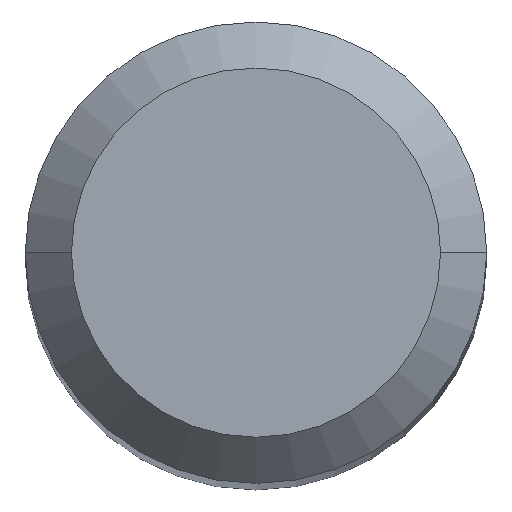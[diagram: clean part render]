
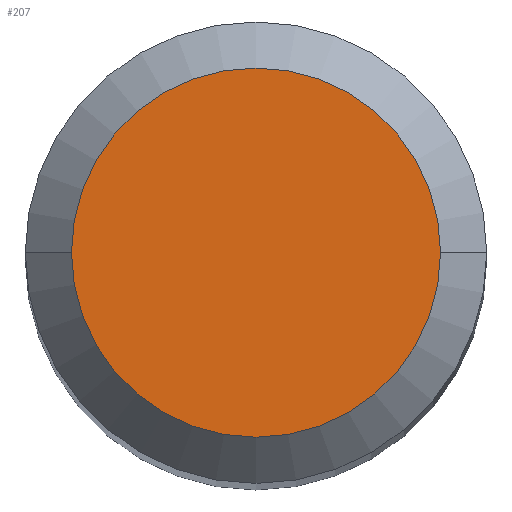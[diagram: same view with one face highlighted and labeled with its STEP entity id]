
A CAD part, top view. The second image highlights one B-rep face of the part: STEP entity #207.
In plain terms, the highlighted planar face has unit normal (0, 0, 1).
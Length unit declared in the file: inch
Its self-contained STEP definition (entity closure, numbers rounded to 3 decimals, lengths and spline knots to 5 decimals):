
#11 = DIRECTION ( 'NONE',  ( -1., 0., 0. ) ) ;
#37 = CIRCLE ( 'NONE', #164, 0.04724 ) ;
#81 = PLANE ( 'NONE',  #209 ) ;
#117 = AXIS2_PLACEMENT_3D ( 'NONE', #476, #352, #131 ) ;
#131 = DIRECTION ( 'NONE',  ( 1., 0., 0. ) ) ;
#135 = DIRECTION ( 'NONE',  ( 1., 0., 0. ) ) ;
#157 = FACE_OUTER_BOUND ( 'NONE', #440, .T. ) ;
#163 = CARTESIAN_POINT ( 'NONE',  ( 0.04724, 0., 0. ) ) ;
#164 = AXIS2_PLACEMENT_3D ( 'NONE', #452, #481, #135 ) ;
#180 = VERTEX_POINT ( 'NONE', #163 ) ;
#183 = VERTEX_POINT ( 'NONE', #347 ) ;
#193 = CARTESIAN_POINT ( 'NONE',  ( 0., 0., 0. ) ) ;
#207 = ADVANCED_FACE ( 'NONE', ( #157 ), #81, .F. ) ;
#209 = AXIS2_PLACEMENT_3D ( 'NONE', #193, #221, #11 ) ;
#221 = DIRECTION ( 'NONE',  ( 0., 0., -1. ) ) ;
#222 = ORIENTED_EDGE ( 'NONE', *, *, #333, .T. ) ;
#325 = ORIENTED_EDGE ( 'NONE', *, *, #434, .T. ) ;
#333 = EDGE_CURVE ( 'NONE', #183, #180, #405, .T. ) ;
#347 = CARTESIAN_POINT ( 'NONE',  ( -0.04724, 0., 0. ) ) ;
#352 = DIRECTION ( 'NONE',  ( 0., 0., 1. ) ) ;
#405 = CIRCLE ( 'NONE', #117, 0.04724 ) ;
#434 = EDGE_CURVE ( 'NONE', #180, #183, #37, .T. ) ;
#440 = EDGE_LOOP ( 'NONE', ( #222, #325 ) ) ;
#452 = CARTESIAN_POINT ( 'NONE',  ( 0., 0., 0. ) ) ;
#476 = CARTESIAN_POINT ( 'NONE',  ( 0., 0., 0. ) ) ;
#481 = DIRECTION ( 'NONE',  ( 0., 0., 1. ) ) ;
